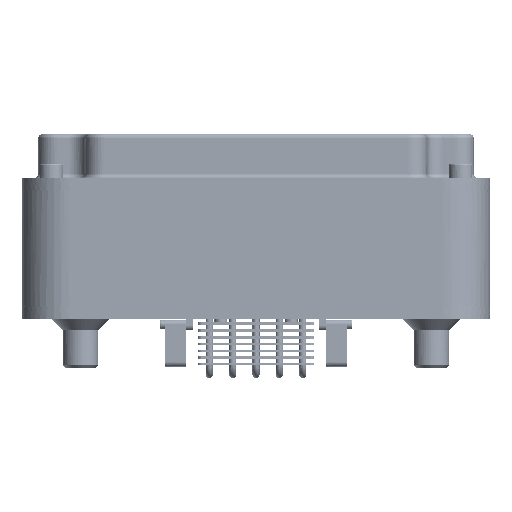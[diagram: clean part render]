
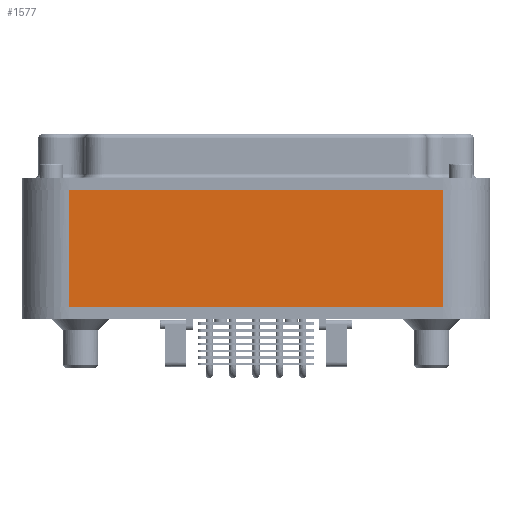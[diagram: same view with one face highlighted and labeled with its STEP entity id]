
A CAD part, left-side view. The second image highlights one B-rep face of the part: STEP entity #1577.
In plain terms, the highlighted free-form (B-spline) face has degree [1, 1] with [2, 2] control points.
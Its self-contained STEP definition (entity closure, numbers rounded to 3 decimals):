
#297 = VERTEX_POINT('',#298);
#298 = CARTESIAN_POINT('',(-91.789,73.431,
    22.947));
#304 = EDGE_CURVE('',#297,#305,#307,.T.);
#305 = VERTEX_POINT('',#306);
#306 = CARTESIAN_POINT('',(-91.789,-73.431,
    22.947));
#307 = B_SPLINE_CURVE_WITH_KNOTS('',1,(#308,#309),.UNSPECIFIED.,.F.,.F.,
  (2,2),(-180.,-20.),.PIECEWISE_BEZIER_KNOTS.);
#308 = CARTESIAN_POINT('',(-91.789,73.431,
    22.947));
#309 = CARTESIAN_POINT('',(-91.789,-73.431,
    22.947));
#1498 = VERTEX_POINT('',#1499);
#1499 = CARTESIAN_POINT('',(-91.789,-73.431,
    -22.947));
#1505 = EDGE_CURVE('',#1506,#1498,#1508,.T.);
#1506 = VERTEX_POINT('',#1507);
#1507 = CARTESIAN_POINT('',(-91.789,73.431,
    -22.947));
#1508 = B_SPLINE_CURVE_WITH_KNOTS('',1,(#1509,#1510),.UNSPECIFIED.,.F.,
  .F.,(2,2),(-180.,-20.),.PIECEWISE_BEZIER_KNOTS.);
#1509 = CARTESIAN_POINT('',(-91.789,73.431,
    -22.947));
#1510 = CARTESIAN_POINT('',(-91.789,-73.431,
    -22.947));
#1577 = ADVANCED_FACE('',(#1578),#1592,.F.);
#1578 = FACE_BOUND('',#1579,.T.);
#1579 = EDGE_LOOP('',(#1580,#1581,#1586,#1587));
#1580 = ORIENTED_EDGE('',*,*,#1505,.T.);
#1581 = ORIENTED_EDGE('',*,*,#1582,.T.);
#1582 = EDGE_CURVE('',#1498,#305,#1583,.T.);
#1583 = B_SPLINE_CURVE_WITH_KNOTS('',1,(#1584,#1585),.UNSPECIFIED.,.F.,
  .F.,(2,2),(-50.,0.),.PIECEWISE_BEZIER_KNOTS.);
#1584 = CARTESIAN_POINT('',(-91.789,-73.431,
    -22.947));
#1585 = CARTESIAN_POINT('',(-91.789,-73.431,
    22.947));
#1586 = ORIENTED_EDGE('',*,*,#304,.F.);
#1587 = ORIENTED_EDGE('',*,*,#1588,.T.);
#1588 = EDGE_CURVE('',#297,#1506,#1589,.T.);
#1589 = B_SPLINE_CURVE_WITH_KNOTS('',1,(#1590,#1591),.UNSPECIFIED.,.F.,
  .F.,(2,2),(0.,50.),.PIECEWISE_BEZIER_KNOTS.);
#1590 = CARTESIAN_POINT('',(-91.789,73.431,
    22.947));
#1591 = CARTESIAN_POINT('',(-91.789,73.431,
    -22.947));
#1592 = B_SPLINE_SURFACE_WITH_KNOTS('',1,1,(
    (#1593,#1594)
    ,(#1595,#1596
    )),.UNSPECIFIED.,.F.,.F.,.F.,(2,2),(2,2),(0.,50.),(20.,180.),
  .PIECEWISE_BEZIER_KNOTS.);
#1593 = CARTESIAN_POINT('',(-91.789,-73.431,
    22.947));
#1594 = CARTESIAN_POINT('',(-91.789,73.431,
    22.947));
#1595 = CARTESIAN_POINT('',(-91.789,-73.431,
    -22.947));
#1596 = CARTESIAN_POINT('',(-91.789,73.431,
    -22.947));
